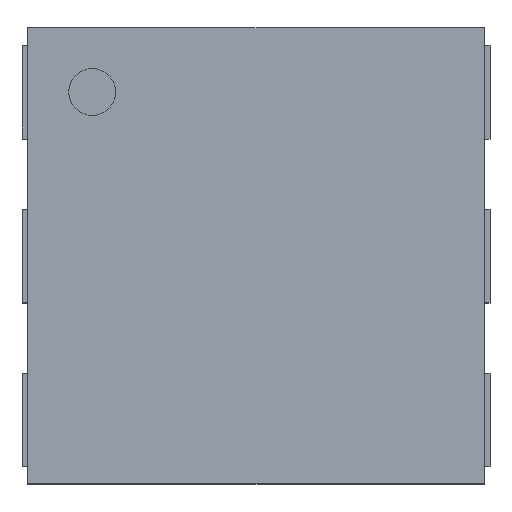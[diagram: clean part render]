
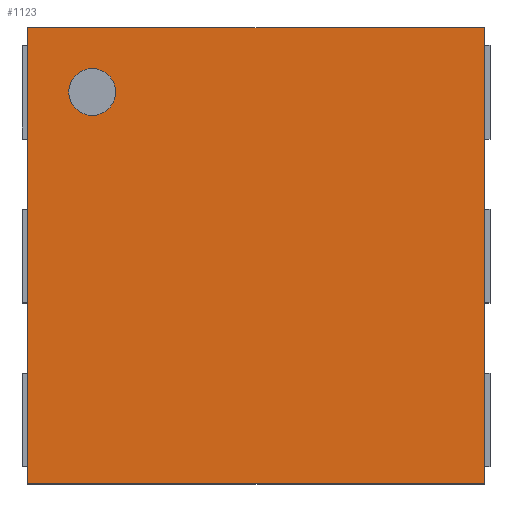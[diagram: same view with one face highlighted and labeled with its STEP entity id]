
A CAD part, top view. The second image highlights one B-rep face of the part: STEP entity #1123.
In plain terms, the highlighted planar face has unit normal (0, 0, 1).
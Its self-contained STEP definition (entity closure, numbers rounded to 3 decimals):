
#407 = VERTEX_POINT('',#408);
#408 = CARTESIAN_POINT('',(-0.488,0.488,0.538));
#414 = EDGE_CURVE('',#407,#415,#417,.T.);
#415 = VERTEX_POINT('',#416);
#416 = CARTESIAN_POINT('',(-0.488,-0.488,0.538));
#417 = LINE('',#418,#419);
#418 = CARTESIAN_POINT('',(-0.488,0.488,0.538));
#419 = VECTOR('',#420,1.);
#420 = DIRECTION('',(0.,-1.,0.));
#505 = VERTEX_POINT('',#506);
#506 = CARTESIAN_POINT('',(0.488,0.488,0.538));
#512 = EDGE_CURVE('',#505,#513,#515,.T.);
#513 = VERTEX_POINT('',#514);
#514 = CARTESIAN_POINT('',(0.488,-0.488,0.538));
#515 = LINE('',#516,#517);
#516 = CARTESIAN_POINT('',(0.488,0.488,0.538));
#517 = VECTOR('',#518,1.);
#518 = DIRECTION('',(0.,-1.,0.));
#606 = EDGE_CURVE('',#407,#505,#607,.T.);
#607 = LINE('',#608,#609);
#608 = CARTESIAN_POINT('',(-0.488,0.488,0.538));
#609 = VECTOR('',#610,1.);
#610 = DIRECTION('',(1.,0.,0.));
#1113 = EDGE_CURVE('',#415,#513,#1114,.T.);
#1114 = LINE('',#1115,#1116);
#1115 = CARTESIAN_POINT('',(-0.488,-0.488,0.538));
#1116 = VECTOR('',#1117,1.);
#1117 = DIRECTION('',(1.,0.,0.));
#1123 = ADVANCED_FACE('',(#1124,#1130),#1141,.T.);
#1124 = FACE_BOUND('',#1125,.T.);
#1125 = EDGE_LOOP('',(#1126,#1127,#1128,#1129));
#1126 = ORIENTED_EDGE('',*,*,#606,.F.);
#1127 = ORIENTED_EDGE('',*,*,#414,.T.);
#1128 = ORIENTED_EDGE('',*,*,#1113,.T.);
#1129 = ORIENTED_EDGE('',*,*,#512,.F.);
#1130 = FACE_BOUND('',#1131,.T.);
#1131 = EDGE_LOOP('',(#1132));
#1132 = ORIENTED_EDGE('',*,*,#1133,.T.);
#1133 = EDGE_CURVE('',#1134,#1134,#1136,.T.);
#1134 = VERTEX_POINT('',#1135);
#1135 = CARTESIAN_POINT('',(-0.35,0.3,0.538));
#1136 = CIRCLE('',#1137,0.05);
#1137 = AXIS2_PLACEMENT_3D('',#1138,#1139,#1140);
#1138 = CARTESIAN_POINT('',(-0.35,0.35,0.538));
#1139 = DIRECTION('',(0.,0.,-1.));
#1140 = DIRECTION('',(0.,-1.,0.));
#1141 = PLANE('',#1142);
#1142 = AXIS2_PLACEMENT_3D('',#1143,#1144,#1145);
#1143 = CARTESIAN_POINT('',(-0.488,0.488,0.538));
#1144 = DIRECTION('',(0.,0.,1.));
#1145 = DIRECTION('',(0.,-1.,0.));
